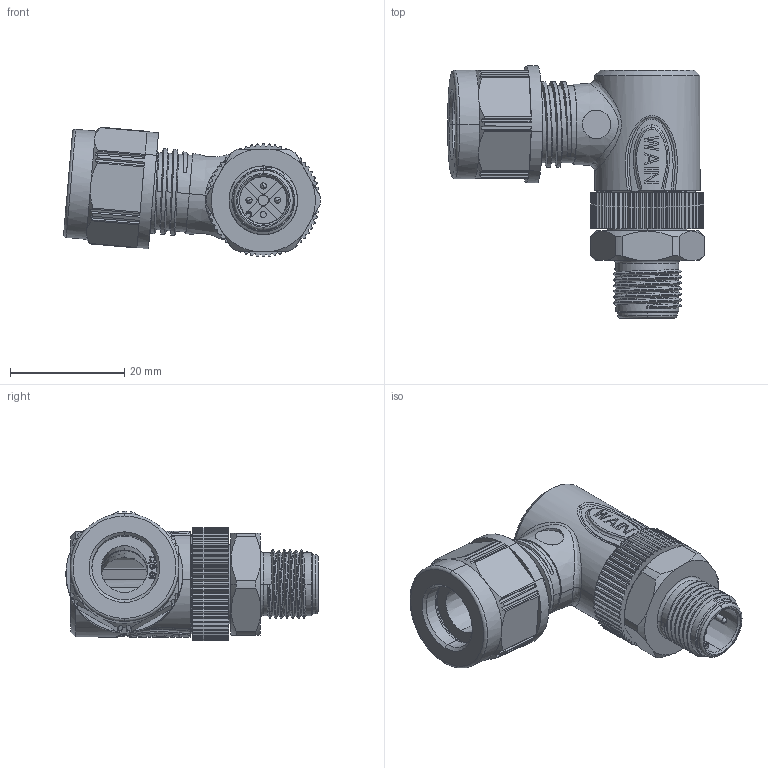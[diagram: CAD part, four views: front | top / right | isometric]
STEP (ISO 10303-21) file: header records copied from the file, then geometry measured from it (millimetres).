
FILE_DESCRIPTION((''),'2;1');
FILE_NAME('PRT0001','2020-12-25T15:48:11',('cm.zhong'),(''),'CREO PARAMETRIC BY PTC INC, 2018400','CREO PARAMETRIC BY PTC INC, 2018400','');
FILE_SCHEMA(('CONFIG_CONTROL_DESIGN'));
Products named in the file (1): PRT0001
Bounding box: 44.95 x 44.15 x 22.69 mm (x, y, z)
Volume: 9708.1 mm3; surface area: 14295.1 mm2
Topology: 2 solids, 2 shells, 1344 faces, 3767 edges, 2454 vertices
Faces by surface type: plane 693, cylinder 299, cone 123, bspline 105, torus 62, extrusion 56, sphere 6
Entity records: 59682 total; most frequent: CARTESIAN_POINT 26284, ORIENTED_EDGE 7510, DIRECTION 6156, EDGE_CURVE 3755, VERTEX_POINT 2454, VECTOR 2084, AXIS2_PLACEMENT_3D 2036, LINE 2028
